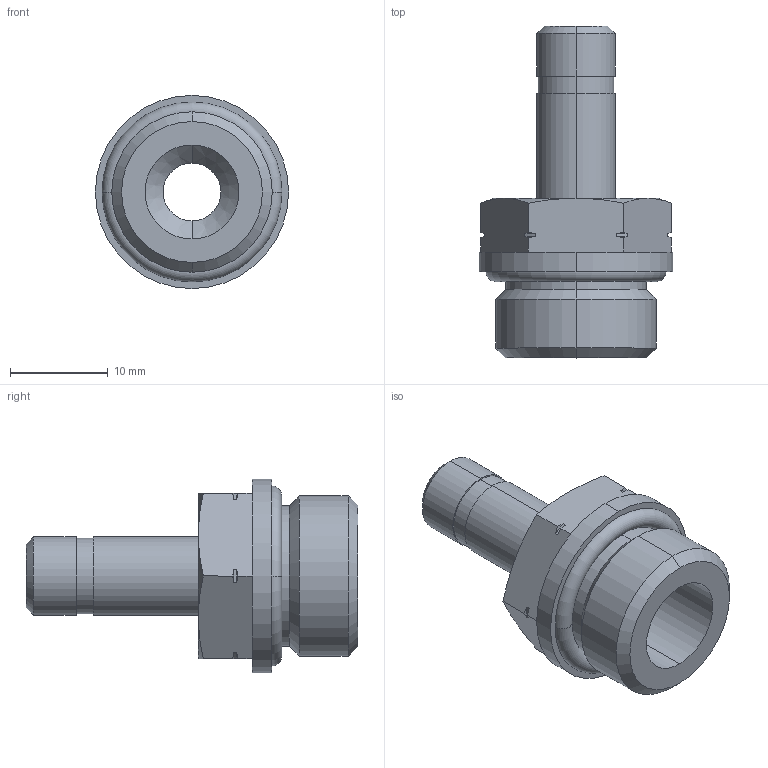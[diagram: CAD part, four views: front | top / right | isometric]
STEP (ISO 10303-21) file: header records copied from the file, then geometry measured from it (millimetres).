
FILE_DESCRIPTION (( 'STEP AP203' ), '1' );
FILE_NAME ('SA516-38N.step', '2016-02-15T19:55:13', ( '' ), ( '' ), 'SwSTEP 2.0', 'SolidWorks 2015', '' );
FILE_SCHEMA (( 'CONFIG_CONTROL_DESIGN' ));
Length unit declared in the file: millimetre
Products named in the file (1): SA516-38N
Bounding box: 19.75 x 33.92 x 19.75 mm (x, y, z)
Volume: 3215 mm3; surface area: 2986.3 mm2
Topology: 2 solids, 2 shells, 65 faces, 158 edges, 100 vertices
Faces by surface type: cone 26, cylinder 22, plane 13, torus 4
Entity records: 2025 total; most frequent: CARTESIAN_POINT 432, ORIENTED_EDGE 316, DIRECTION 316, EDGE_CURVE 158, AXIS2_PLACEMENT_3D 128, VERTEX_POINT 100, EDGE_LOOP 72, FACE_OUTER_BOUND 65
